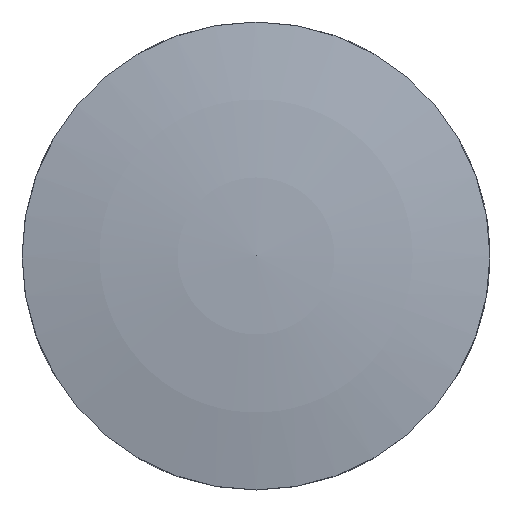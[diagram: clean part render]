
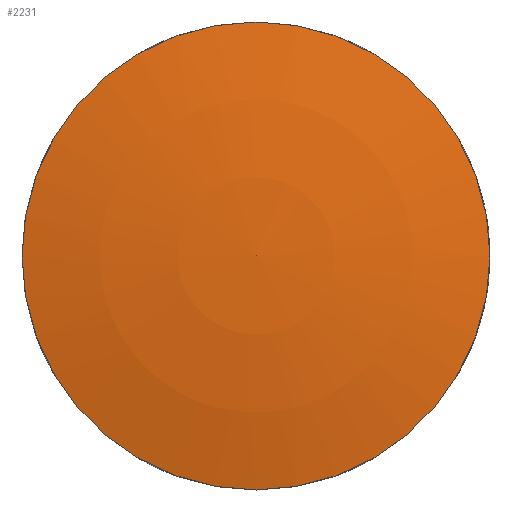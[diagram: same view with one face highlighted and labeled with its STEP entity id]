
A CAD part, top view. The second image highlights one B-rep face of the part: STEP entity #2231.
In plain terms, the highlighted spherical face has radius 144.094 mm.
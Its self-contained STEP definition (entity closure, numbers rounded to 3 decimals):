
#2211 = VERTEX_POINT('',#2212);
#2212 = CARTESIAN_POINT('',(29.25,0.,4.5));
#2218 = EDGE_CURVE('',#2211,#2211,#2219,.T.);
#2219 = CIRCLE('',#2220,29.25);
#2220 = AXIS2_PLACEMENT_3D('',#2221,#2222,#2223);
#2221 = CARTESIAN_POINT('',(0.,0.,4.5));
#2222 = DIRECTION('',(-0.,0.,1.));
#2223 = DIRECTION('',(1.,0.,0.));
#2231 = ADVANCED_FACE('',(#2232),#2245,.T.);
#2232 = FACE_BOUND('',#2233,.T.);
#2233 = EDGE_LOOP('',(#2234,#2243,#2244));
#2234 = ORIENTED_EDGE('',*,*,#2235,.F.);
#2235 = EDGE_CURVE('',#2211,#2236,#2238,.T.);
#2236 = VERTEX_POINT('',#2237);
#2237 = CARTESIAN_POINT('',(0.,0.,7.5));
#2238 = CIRCLE('',#2239,144.094);
#2239 = AXIS2_PLACEMENT_3D('',#2240,#2241,#2242);
#2240 = CARTESIAN_POINT('',(0.,0.,-136.594));
#2241 = DIRECTION('',(0.,-1.,0.));
#2242 = DIRECTION('',(1.,0.,0.));
#2243 = ORIENTED_EDGE('',*,*,#2218,.T.);
#2244 = ORIENTED_EDGE('',*,*,#2235,.T.);
#2245 = SPHERICAL_SURFACE('',#2246,144.094);
#2246 = AXIS2_PLACEMENT_3D('',#2247,#2248,#2249);
#2247 = CARTESIAN_POINT('',(0.,0.,-136.594));
#2248 = DIRECTION('',(0.,0.,1.));
#2249 = DIRECTION('',(1.,0.,0.));
